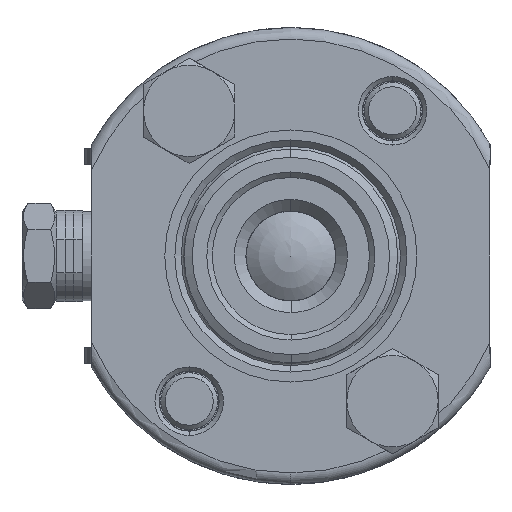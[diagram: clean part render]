
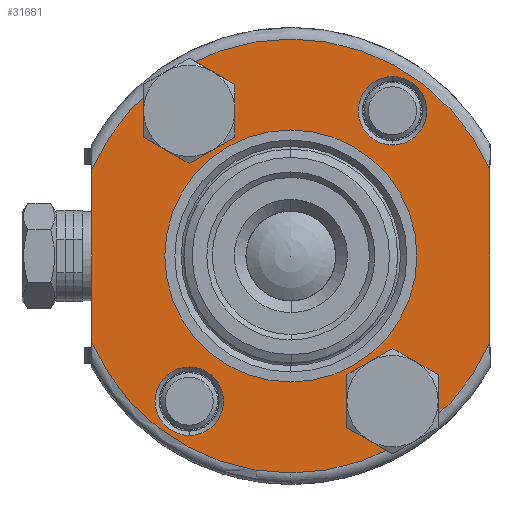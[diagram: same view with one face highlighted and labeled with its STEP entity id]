
A CAD part, left-side view. The second image highlights one B-rep face of the part: STEP entity #31681.
In plain terms, the highlighted planar face has unit normal (-1, 0, 0).
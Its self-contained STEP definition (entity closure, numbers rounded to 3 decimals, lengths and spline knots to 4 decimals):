
#108 = EDGE_CURVE ( 'NONE', #41928, #29149, #45250, .T. ) ;
#294 = EDGE_CURVE ( 'NONE', #29149, #41928, #7736, .T. ) ;
#541 = EDGE_CURVE ( 'NONE', #51111, #5817, #64984, .T. ) ;
#1501 = EDGE_CURVE ( 'NONE', #78566, #37009, #81797, .T. ) ;
#1569 = CARTESIAN_POINT ( 'NONE',  ( -1.27, 0.5564, 0.6071 ) ) ;
#1845 = EDGE_CURVE ( 'NONE', #40936, #11393, #6702, .T. ) ;
#2149 = DIRECTION ( 'NONE',  ( 0., 0., -1. ) ) ;
#2266 = CARTESIAN_POINT ( 'NONE',  ( -1.27, -0.5564, -0.6071 ) ) ;
#2900 = CARTESIAN_POINT ( 'NONE',  ( -1.27, 0., 0. ) ) ;
#2910 = ORIENTED_EDGE ( 'NONE', *, *, #76325, .T. ) ;
#3090 = CARTESIAN_POINT ( 'NONE',  ( -1.27, -0.5564, -0.7946 ) ) ;
#3164 = CIRCLE ( 'NONE', #11682, 1.1875 ) ;
#4959 = CARTESIAN_POINT ( 'NONE',  ( -1.27, -0.5564, 0.9821 ) ) ;
#5817 = VERTEX_POINT ( 'NONE', #16156 ) ;
#6702 = CIRCLE ( 'NONE', #10949, 0.1875 ) ;
#7001 = ORIENTED_EDGE ( 'NONE', *, *, #55742, .T. ) ;
#7736 = CIRCLE ( 'NONE', #68066, 0.69 ) ;
#9125 = CARTESIAN_POINT ( 'NONE',  ( -1.27, 0.5564, -0.7946 ) ) ;
#9208 = DIRECTION ( 'NONE',  ( 0., 0., 1. ) ) ;
#9409 = DIRECTION ( 'NONE',  ( 0., 0., -1. ) ) ;
#9609 = ORIENTED_EDGE ( 'NONE', *, *, #64926, .T. ) ;
#10063 = AXIS2_PLACEMENT_3D ( 'NONE', #60373, #22630, #66743 ) ;
#10439 = DIRECTION ( 'NONE',  ( -1., 0., 0. ) ) ;
#10949 = AXIS2_PLACEMENT_3D ( 'NONE', #11204, #55339, #17586 ) ;
#11058 = VECTOR ( 'NONE', #49184, 39.3701 ) ;
#11204 = CARTESIAN_POINT ( 'NONE',  ( -1.27, -0.5564, -0.7946 ) ) ;
#11393 = VERTEX_POINT ( 'NONE', #2266 ) ;
#11682 = AXIS2_PLACEMENT_3D ( 'NONE', #48230, #10439, #54565 ) ;
#12538 = DIRECTION ( 'NONE',  ( 1., 0., 0. ) ) ;
#13288 = VERTEX_POINT ( 'NONE', #30812 ) ;
#14594 = CARTESIAN_POINT ( 'NONE',  ( -1.27, 0., 0. ) ) ;
#14680 = FACE_BOUND ( 'NONE', #31518, .T. ) ;
#15484 = DIRECTION ( 'NONE',  ( 0., 0., -1. ) ) ;
#15837 = CARTESIAN_POINT ( 'NONE',  ( -1.27, -0.5564, -0.9821 ) ) ;
#16156 = CARTESIAN_POINT ( 'NONE',  ( -1.27, 0.5564, 0.9821 ) ) ;
#16824 = PLANE ( 'NONE',  #78478 ) ;
#17154 = DIRECTION ( 'NONE',  ( -1., 0., 0. ) ) ;
#17586 = DIRECTION ( 'NONE',  ( 0., 0., -1. ) ) ;
#17628 = ORIENTED_EDGE ( 'NONE', *, *, #78476, .T. ) ;
#18350 = DIRECTION ( 'NONE',  ( 1., 0., 0. ) ) ;
#18702 = FACE_BOUND ( 'NONE', #67471, .T. ) ;
#19585 = CARTESIAN_POINT ( 'NONE',  ( -1.27, 0.5564, -0.7946 ) ) ;
#20346 = EDGE_CURVE ( 'NONE', #41487, #46451, #62718, .T. ) ;
#20445 = VERTEX_POINT ( 'NONE', #35439 ) ;
#20943 = DIRECTION ( 'NONE',  ( 0., 0., -1. ) ) ;
#21363 = DIRECTION ( 'NONE',  ( -1., 0., 0. ) ) ;
#21704 = ORIENTED_EDGE ( 'NONE', *, *, #20346, .T. ) ;
#21723 = EDGE_LOOP ( 'NONE', ( #44205, #24751 ) ) ;
#22630 = DIRECTION ( 'NONE',  ( 1., 0., 0. ) ) ;
#23159 = CARTESIAN_POINT ( 'NONE',  ( -1.27, 0., 0. ) ) ;
#24751 = ORIENTED_EDGE ( 'NONE', *, *, #541, .T. ) ;
#24955 = CARTESIAN_POINT ( 'NONE',  ( -1.27, 0., -1.1875 ) ) ;
#25923 = DIRECTION ( 'NONE',  ( 0., 0., -1. ) ) ;
#26267 = VERTEX_POINT ( 'NONE', #24955 ) ;
#27152 = VECTOR ( 'NONE', #47303, 39.3701 ) ;
#27615 = ORIENTED_EDGE ( 'NONE', *, *, #57302, .T. ) ;
#27971 = AXIS2_PLACEMENT_3D ( 'NONE', #3090, #47190, #9409 ) ;
#28886 = CARTESIAN_POINT ( 'NONE',  ( -1.27, 0., 0.69 ) ) ;
#29149 = VERTEX_POINT ( 'NONE', #34482 ) ;
#29944 = AXIS2_PLACEMENT_3D ( 'NONE', #54924, #17154, #61288 ) ;
#29982 = CIRCLE ( 'NONE', #47863, 0.1875 ) ;
#30812 = CARTESIAN_POINT ( 'NONE',  ( -1.27, -0.5564, 0.6071 ) ) ;
#31086 = ORIENTED_EDGE ( 'NONE', *, *, #76807, .T. ) ;
#31484 = FACE_BOUND ( 'NONE', #60427, .T. ) ;
#31518 = EDGE_LOOP ( 'NONE', ( #53775, #69687 ) ) ;
#31681 = ADVANCED_FACE ( 'NONE', ( #48232, #18702, #37389, #31484, #14680, #79866 ), #16824, .F. ) ;
#33256 = ORIENTED_EDGE ( 'NONE', *, *, #1501, .T. ) ;
#34482 = CARTESIAN_POINT ( 'NONE',  ( -1.27, 0., -0.69 ) ) ;
#35439 = CARTESIAN_POINT ( 'NONE',  ( -1.27, -1.09, -0.4712 ) ) ;
#35683 = CIRCLE ( 'NONE', #10063, 0.1875 ) ;
#35784 = DIRECTION ( 'NONE',  ( 0., 0., -1. ) ) ;
#35937 = AXIS2_PLACEMENT_3D ( 'NONE', #59113, #21363, #65478 ) ;
#36139 = ORIENTED_EDGE ( 'NONE', *, *, #70637, .T. ) ;
#37009 = VERTEX_POINT ( 'NONE', #53207 ) ;
#37389 = FACE_BOUND ( 'NONE', #68531, .T. ) ;
#39886 = DIRECTION ( 'NONE',  ( 1., 0., 0. ) ) ;
#40533 = CIRCLE ( 'NONE', #73196, 0.1875 ) ;
#40936 = VERTEX_POINT ( 'NONE', #15837 ) ;
#41479 = CARTESIAN_POINT ( 'NONE',  ( -1.27, -1.09, 0.4712 ) ) ;
#41487 = VERTEX_POINT ( 'NONE', #75955 ) ;
#41928 = VERTEX_POINT ( 'NONE', #28886 ) ;
#44205 = ORIENTED_EDGE ( 'NONE', *, *, #68614, .T. ) ;
#45250 = CIRCLE ( 'NONE', #29944, 0.69 ) ;
#46451 = VERTEX_POINT ( 'NONE', #53669 ) ;
#46981 = DIRECTION ( 'NONE',  ( -1., 0., 0. ) ) ;
#47177 = CARTESIAN_POINT ( 'NONE',  ( -1.27, 0.5564, -0.9821 ) ) ;
#47190 = DIRECTION ( 'NONE',  ( 1., 0., 0. ) ) ;
#47303 = DIRECTION ( 'NONE',  ( 0., 0., -1. ) ) ;
#47863 = AXIS2_PLACEMENT_3D ( 'NONE', #77736, #39886, #2149 ) ;
#48230 = CARTESIAN_POINT ( 'NONE',  ( -1.27, 0., 0. ) ) ;
#48232 = FACE_BOUND ( 'NONE', #21723, .T. ) ;
#48266 = EDGE_CURVE ( 'NONE', #76464, #13288, #40533, .T. ) ;
#49184 = DIRECTION ( 'NONE',  ( 0., 0., 1. ) ) ;
#50307 = CARTESIAN_POINT ( 'NONE',  ( -1.27, -0.5564, 0.7946 ) ) ;
#50442 = VERTEX_POINT ( 'NONE', #41479 ) ;
#50554 = AXIS2_PLACEMENT_3D ( 'NONE', #19585, #63682, #25923 ) ;
#51111 = VERTEX_POINT ( 'NONE', #1569 ) ;
#53207 = CARTESIAN_POINT ( 'NONE',  ( -1.27, 0.5564, -0.6071 ) ) ;
#53256 = DIRECTION ( 'NONE',  ( 1., 0., 0. ) ) ;
#53669 = CARTESIAN_POINT ( 'NONE',  ( -1.27, 1.09, -0.4712 ) ) ;
#53775 = ORIENTED_EDGE ( 'NONE', *, *, #108, .F. ) ;
#54565 = DIRECTION ( 'NONE',  ( 0., 0., -1. ) ) ;
#54924 = CARTESIAN_POINT ( 'NONE',  ( -1.27, 0., 0. ) ) ;
#55339 = DIRECTION ( 'NONE',  ( 1., 0., 0. ) ) ;
#55736 = ORIENTED_EDGE ( 'NONE', *, *, #48266, .T. ) ;
#55742 = EDGE_CURVE ( 'NONE', #11393, #40936, #75889, .T. ) ;
#56093 = CARTESIAN_POINT ( 'NONE',  ( -1.27, 0.5564, 0.7946 ) ) ;
#56628 = DIRECTION ( 'NONE',  ( 0., 0., -1. ) ) ;
#57302 = EDGE_CURVE ( 'NONE', #26267, #20445, #59036, .T. ) ;
#57896 = AXIS2_PLACEMENT_3D ( 'NONE', #56093, #18350, #62456 ) ;
#58677 = DIRECTION ( 'NONE',  ( -1., 0., 0. ) ) ;
#59036 = CIRCLE ( 'NONE', #35937, 1.1875 ) ;
#59113 = CARTESIAN_POINT ( 'NONE',  ( -1.27, 0., 0. ) ) ;
#60373 = CARTESIAN_POINT ( 'NONE',  ( -1.27, -0.5564, 0.7946 ) ) ;
#60427 = EDGE_LOOP ( 'NONE', ( #17628, #33256 ) ) ;
#61288 = DIRECTION ( 'NONE',  ( 0., 0., 1. ) ) ;
#61408 = LINE ( 'NONE', #61866, #11058 ) ;
#61866 = CARTESIAN_POINT ( 'NONE',  ( -1.27, -1.09, 1.3664 ) ) ;
#62071 = EDGE_LOOP ( 'NONE', ( #2910, #27615, #36139, #9609, #21704 ) ) ;
#62456 = DIRECTION ( 'NONE',  ( 0., 0., -1. ) ) ;
#62718 = LINE ( 'NONE', #78222, #27152 ) ;
#63153 = AXIS2_PLACEMENT_3D ( 'NONE', #14594, #58677, #20943 ) ;
#63682 = DIRECTION ( 'NONE',  ( 1., 0., 0. ) ) ;
#64199 = CIRCLE ( 'NONE', #73065, 0.1875 ) ;
#64513 = ORIENTED_EDGE ( 'NONE', *, *, #1845, .T. ) ;
#64926 = EDGE_CURVE ( 'NONE', #50442, #41487, #73683, .T. ) ;
#64984 = CIRCLE ( 'NONE', #57896, 0.1875 ) ;
#65478 = DIRECTION ( 'NONE',  ( 0., 0., -1. ) ) ;
#66743 = DIRECTION ( 'NONE',  ( 0., 0., -1. ) ) ;
#67471 = EDGE_LOOP ( 'NONE', ( #55736, #31086 ) ) ;
#68066 = AXIS2_PLACEMENT_3D ( 'NONE', #2900, #46981, #9208 ) ;
#68531 = EDGE_LOOP ( 'NONE', ( #7001, #64513 ) ) ;
#68614 = EDGE_CURVE ( 'NONE', #5817, #51111, #29982, .T. ) ;
#69687 = ORIENTED_EDGE ( 'NONE', *, *, #294, .F. ) ;
#70637 = EDGE_CURVE ( 'NONE', #20445, #50442, #61408, .T. ) ;
#73065 = AXIS2_PLACEMENT_3D ( 'NONE', #9125, #53256, #15484 ) ;
#73196 = AXIS2_PLACEMENT_3D ( 'NONE', #50307, #12538, #56628 ) ;
#73643 = DIRECTION ( 'NONE',  ( 1., 0., 0. ) ) ;
#73683 = CIRCLE ( 'NONE', #63153, 1.1875 ) ;
#75889 = CIRCLE ( 'NONE', #27971, 0.1875 ) ;
#75955 = CARTESIAN_POINT ( 'NONE',  ( -1.27, 1.09, 0.4712 ) ) ;
#76325 = EDGE_CURVE ( 'NONE', #46451, #26267, #3164, .T. ) ;
#76464 = VERTEX_POINT ( 'NONE', #4959 ) ;
#76807 = EDGE_CURVE ( 'NONE', #13288, #76464, #35683, .T. ) ;
#77736 = CARTESIAN_POINT ( 'NONE',  ( -1.27, 0.5564, 0.7946 ) ) ;
#78222 = CARTESIAN_POINT ( 'NONE',  ( -1.27, 1.09, 1.3664 ) ) ;
#78476 = EDGE_CURVE ( 'NONE', #37009, #78566, #64199, .T. ) ;
#78478 = AXIS2_PLACEMENT_3D ( 'NONE', #23159, #73643, #35784 ) ;
#78566 = VERTEX_POINT ( 'NONE', #47177 ) ;
#79866 = FACE_OUTER_BOUND ( 'NONE', #62071, .T. ) ;
#81797 = CIRCLE ( 'NONE', #50554, 0.1875 ) ;
